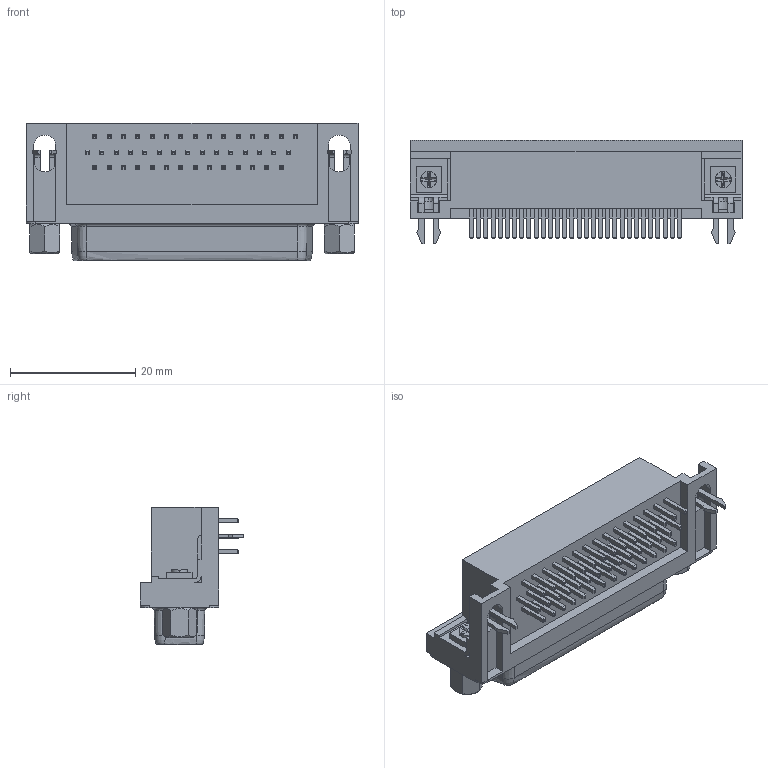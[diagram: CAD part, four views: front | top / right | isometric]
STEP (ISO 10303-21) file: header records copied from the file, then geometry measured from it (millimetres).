
FILE_DESCRIPTION((''),'2;1');
FILE_NAME('FDB4401-F0DB301K6KE-REF','2026-01-14T',('工程三'),(''),'PRO/ENGINEER BY PARAMETRIC TECHNOLOGY CORPORATION, 2010280','PRO/ENGINEER BY PARAMETRIC TECHNOLOGY CORPORATION, 2010280','');
FILE_SCHEMA(('CONFIG_CONTROL_DESIGN'));
Products named in the file (1): FDB4401-F0DB301K6KE-REF
Bounding box: 53.04 x 16.55 x 21.9 mm (x, y, z)
Volume: 9112 mm3; surface area: 9803.5 mm2
Topology: 1 solids, 76 shells, 1619 faces, 3812 edges, 2436 vertices
Faces by surface type: plane 1048, cylinder 437, cone 107, bspline 14, torus 5, revolution 4, extrusion 4
Entity records: 65182 total; most frequent: CARTESIAN_POINT 27793, ORIENTED_EDGE 7624, DIRECTION 7533, EDGE_CURVE 3812, VECTOR 2683, LINE 2679, VERTEX_POINT 2436, AXIS2_PLACEMENT_3D 2423
